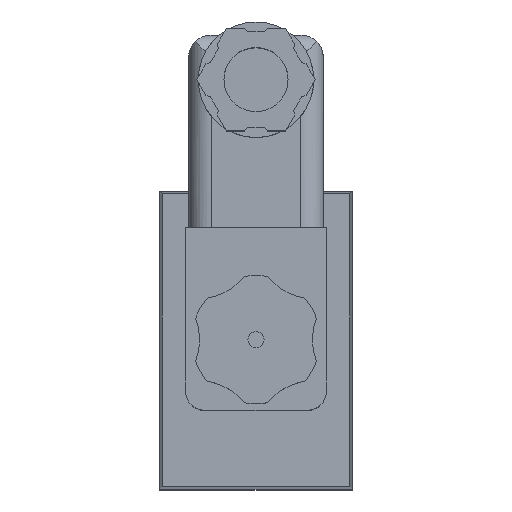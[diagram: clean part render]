
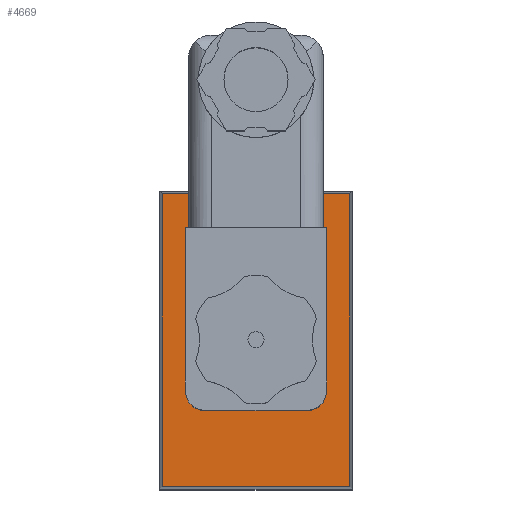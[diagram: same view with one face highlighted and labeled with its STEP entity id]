
A CAD part, top view. The second image highlights one B-rep face of the part: STEP entity #4669.
In plain terms, the highlighted planar face has unit normal (0, 0, 1).
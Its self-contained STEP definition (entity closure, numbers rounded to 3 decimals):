
#121=PLANE('',#5096);
#322=CIRCLE('',#5097,3.);
#323=CIRCLE('',#5098,3.);
#630=LINE('',#7566,#1084);
#633=LINE('',#7572,#1087);
#635=LINE('',#7576,#1089);
#636=LINE('',#7578,#1090);
#638=LINE('',#7582,#1092);
#639=LINE('',#7584,#1093);
#640=LINE('',#7586,#1094);
#641=LINE('',#7588,#1095);
#642=LINE('',#7592,#1096);
#643=LINE('',#7596,#1097);
#644=LINE('',#7598,#1098);
#645=LINE('',#7600,#1099);
#1084=VECTOR('',#6123,1000.);
#1087=VECTOR('',#6128,1000.);
#1089=VECTOR('',#6132,1000.);
#1090=VECTOR('',#6135,1000.);
#1092=VECTOR('',#6137,1000.);
#1093=VECTOR('',#6140,1000.);
#1094=VECTOR('',#6141,1000.);
#1095=VECTOR('',#6142,1000.);
#1096=VECTOR('',#6145,1000.);
#1097=VECTOR('',#6148,1000.);
#1098=VECTOR('',#6149,1000.);
#1099=VECTOR('',#6150,1000.);
#2068=ORIENTED_EDGE('',*,*,#3047,.T.);
#2069=ORIENTED_EDGE('',*,*,#3048,.F.);
#2070=ORIENTED_EDGE('',*,*,#3049,.F.);
#2071=ORIENTED_EDGE('',*,*,#3050,.F.);
#2072=ORIENTED_EDGE('',*,*,#3051,.F.);
#2073=ORIENTED_EDGE('',*,*,#3052,.F.);
#2074=ORIENTED_EDGE('',*,*,#3053,.F.);
#2075=ORIENTED_EDGE('',*,*,#3054,.F.);
#2076=ORIENTED_EDGE('',*,*,#3055,.F.);
#2077=ORIENTED_EDGE('',*,*,#3044,.T.);
#2078=ORIENTED_EDGE('',*,*,#3038,.T.);
#2079=ORIENTED_EDGE('',*,*,#3041,.T.);
#2080=ORIENTED_EDGE('',*,*,#3043,.T.);
#2081=ORIENTED_EDGE('',*,*,#3046,.T.);
#3038=EDGE_CURVE('',#3586,#3585,#630,.T.);
#3041=EDGE_CURVE('',#3585,#3587,#633,.T.);
#3043=EDGE_CURVE('',#3587,#3588,#635,.T.);
#3044=EDGE_CURVE('',#3589,#3586,#636,.T.);
#3046=EDGE_CURVE('',#3588,#3590,#638,.T.);
#3047=EDGE_CURVE('',#3590,#3591,#639,.T.);
#3048=EDGE_CURVE('',#3592,#3591,#640,.T.);
#3049=EDGE_CURVE('',#3593,#3592,#641,.T.);
#3050=EDGE_CURVE('',#3594,#3593,#322,.T.);
#3051=EDGE_CURVE('',#3595,#3594,#642,.T.);
#3052=EDGE_CURVE('',#3596,#3595,#323,.T.);
#3053=EDGE_CURVE('',#3597,#3596,#643,.T.);
#3054=EDGE_CURVE('',#3598,#3597,#644,.T.);
#3055=EDGE_CURVE('',#3589,#3598,#645,.T.);
#3585=VERTEX_POINT('',#7565);
#3586=VERTEX_POINT('',#7567);
#3587=VERTEX_POINT('',#7571);
#3588=VERTEX_POINT('',#7575);
#3589=VERTEX_POINT('',#7579);
#3590=VERTEX_POINT('',#7581);
#3591=VERTEX_POINT('',#7585);
#3592=VERTEX_POINT('',#7587);
#3593=VERTEX_POINT('',#7589);
#3594=VERTEX_POINT('',#7591);
#3595=VERTEX_POINT('',#7593);
#3596=VERTEX_POINT('',#7595);
#3597=VERTEX_POINT('',#7597);
#3598=VERTEX_POINT('',#7599);
#3949=EDGE_LOOP('',(#2068,#2069,#2070,#2071,#2072,#2073,#2074,#2075,#2076,
#2077,#2078,#2079,#2080,#2081));
#4283=FACE_BOUND('',#3949,.T.);
#4669=ADVANCED_FACE('',(#4283),#121,.T.);
#5096=AXIS2_PLACEMENT_3D('',#7583,#6138,#6139);
#5097=AXIS2_PLACEMENT_3D('',#7590,#6143,#6144);
#5098=AXIS2_PLACEMENT_3D('',#7594,#6146,#6147);
#6123=DIRECTION('',(0.,-1.,0.));
#6128=DIRECTION('',(1.,0.,0.));
#6132=DIRECTION('',(0.,1.,0.));
#6135=DIRECTION('',(-1.,0.,0.));
#6137=DIRECTION('',(-1.,0.,0.));
#6138=DIRECTION('',(0.,0.,1.));
#6139=DIRECTION('',(1.,0.,0.));
#6140=DIRECTION('',(0.,-1.,0.));
#6141=DIRECTION('',(-1.,0.,0.));
#6142=DIRECTION('',(0.,1.,0.));
#6143=DIRECTION('',(0.,0.,1.));
#6144=DIRECTION('',(1.,0.,0.));
#6145=DIRECTION('',(1.,0.,0.));
#6146=DIRECTION('',(0.,0.,1.));
#6147=DIRECTION('',(1.,0.,0.));
#6148=DIRECTION('',(0.,-1.,0.));
#6149=DIRECTION('',(-1.,0.,0.));
#6150=DIRECTION('',(0.,-1.,0.));
#7565=CARTESIAN_POINT('',(-14.6,-22.8,18.));
#7566=CARTESIAN_POINT('',(-14.6,22.8,18.));
#7567=CARTESIAN_POINT('',(-14.6,22.8,18.));
#7571=CARTESIAN_POINT('',(14.6,-22.8,18.));
#7572=CARTESIAN_POINT('',(-14.6,-22.8,18.));
#7575=CARTESIAN_POINT('',(14.6,22.8,18.));
#7576=CARTESIAN_POINT('',(14.6,-22.8,18.));
#7578=CARTESIAN_POINT('',(14.6,22.8,18.));
#7579=CARTESIAN_POINT('',(-7.,22.8,18.));
#7581=CARTESIAN_POINT('',(7.,22.8,18.));
#7582=CARTESIAN_POINT('',(14.6,22.8,18.));
#7583=CARTESIAN_POINT('',(0.,0.,18.));
#7584=CARTESIAN_POINT('',(7.,47.5,18.));
#7585=CARTESIAN_POINT('',(7.,17.5,18.));
#7586=CARTESIAN_POINT('',(11.,17.5,18.));
#7587=CARTESIAN_POINT('',(11.,17.5,18.));
#7588=CARTESIAN_POINT('',(11.,-8.,18.));
#7589=CARTESIAN_POINT('',(11.,-8.,18.));
#7590=CARTESIAN_POINT('',(8.,-8.,18.));
#7591=CARTESIAN_POINT('',(8.,-11.,18.));
#7592=CARTESIAN_POINT('',(-8.,-11.,18.));
#7593=CARTESIAN_POINT('',(-8.,-11.,18.));
#7594=CARTESIAN_POINT('',(-8.,-8.,18.));
#7595=CARTESIAN_POINT('',(-11.,-8.,18.));
#7596=CARTESIAN_POINT('',(-11.,17.5,18.));
#7597=CARTESIAN_POINT('',(-11.,17.5,18.));
#7598=CARTESIAN_POINT('',(11.,17.5,18.));
#7599=CARTESIAN_POINT('',(-7.,17.5,18.));
#7600=CARTESIAN_POINT('',(-7.,47.5,18.));
